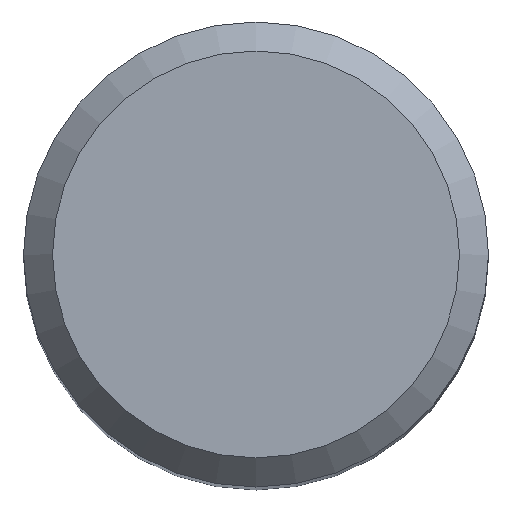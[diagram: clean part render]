
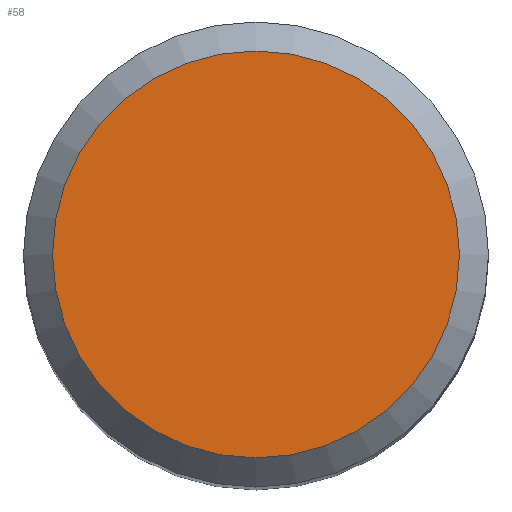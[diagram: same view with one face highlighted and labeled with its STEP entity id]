
A CAD part, top view. The second image highlights one B-rep face of the part: STEP entity #58.
In plain terms, the highlighted planar face has unit normal (0, 0, 1).
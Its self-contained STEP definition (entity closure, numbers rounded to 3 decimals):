
#15=PLANE('',#74);
#23=FACE_OUTER_BOUND('',#30,.T.);
#30=EDGE_LOOP('',(#50));
#35=CIRCLE('',#71,3.5);
#39=VERTEX_POINT('',#102);
#43=EDGE_CURVE('',#39,#39,#35,.T.);
#50=ORIENTED_EDGE('',*,*,#43,.F.);
#58=ADVANCED_FACE('',(#23),#15,.T.);
#71=AXIS2_PLACEMENT_3D('',#103,#84,#85);
#74=AXIS2_PLACEMENT_3D('',#107,#90,#91);
#84=DIRECTION('center_axis',(0.,0.,-1.));
#85=DIRECTION('ref_axis',(-1.,0.,0.));
#90=DIRECTION('center_axis',(0.,0.,1.));
#91=DIRECTION('ref_axis',(1.,0.,0.));
#102=CARTESIAN_POINT('',(3.5,0.,30.));
#103=CARTESIAN_POINT('Origin',(0.,0.,30.));
#107=CARTESIAN_POINT('Origin',(0.,0.,
30.));
